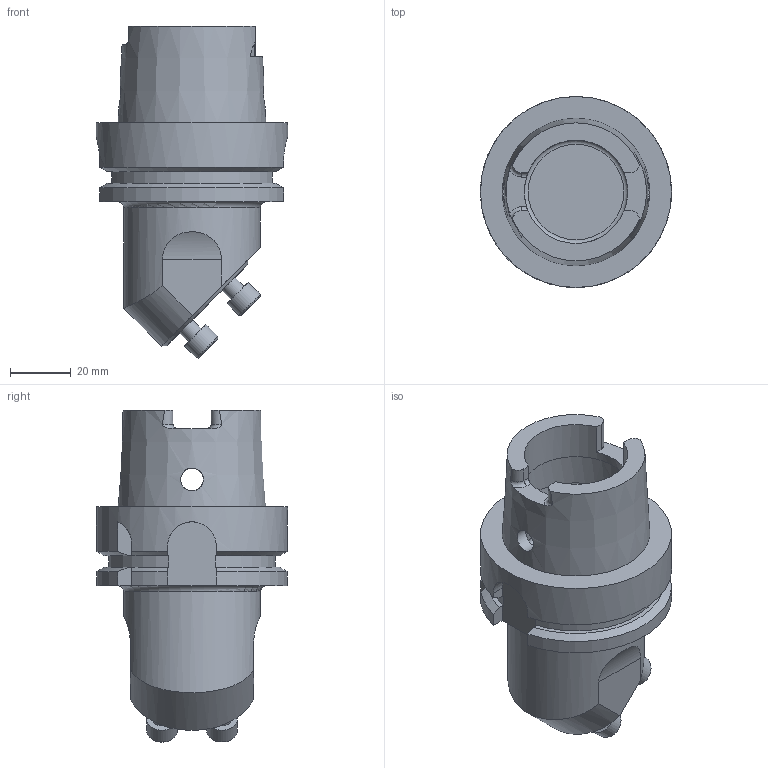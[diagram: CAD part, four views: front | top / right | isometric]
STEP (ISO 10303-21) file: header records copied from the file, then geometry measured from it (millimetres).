
FILE_DESCRIPTION(/* description */ (''),/* implementation_level */ '2;1');
FILE_NAME(/* name */ '1524204449245.stp',/* time_stamp */ '2018-04-20T08:07:38+02:00',/* author */ (''),/* organization */ ('SMS'),/* preprocessor_version */ 'ST-DEVELOPER v15',/* originating_system */ 'SIEMENS PLM Software NX 8.5',/* authorisation */ '');
FILE_SCHEMA (('AUTOMOTIVE_DESIGN { 1 0 10303 214 3 1 1 1 }'));
Length unit declared in the file: millimetre
Products named in the file (1): 201573620mod000_00
Bounding box: 62.94 x 62.94 x 109.37 mm (x, y, z)
Volume: 141307.5 mm3; surface area: 27651.5 mm2
Topology: 1 solids, 1 shells, 98 faces, 262 edges, 177 vertices
Faces by surface type: plane 45, cylinder 34, cone 13, torus 6
Full cylindrical faces by diameter (mm): 6 x4, 7.5 x2, 10 x4, 34.05 x2, 40.08 x1, 45 x1, 62.94 x1
Entity records: 3231 total; most frequent: CARTESIAN_POINT 943, DIRECTION 465, ORIENTED_EDGE 430, EDGE_CURVE 215, AXIS2_PLACEMENT_3D 184, VERTEX_POINT 154, EDGE_LOOP 137, ADVANCED_FACE 98
